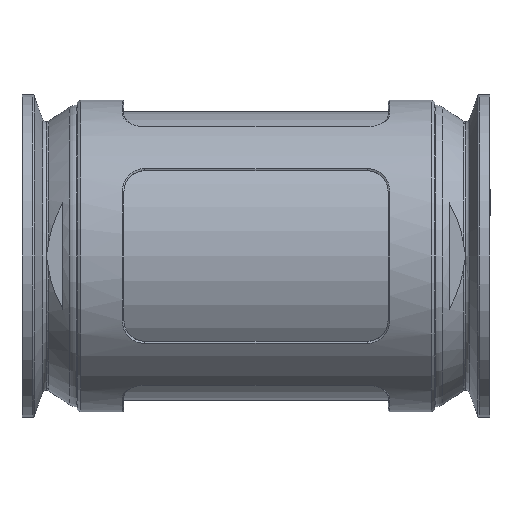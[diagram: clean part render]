
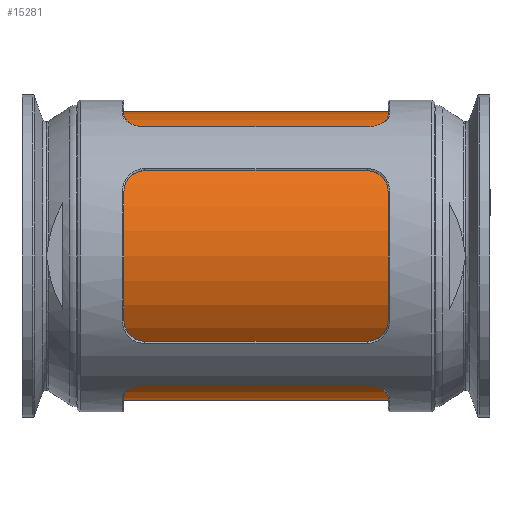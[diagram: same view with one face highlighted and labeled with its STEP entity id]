
A CAD part, front view. The second image highlights one B-rep face of the part: STEP entity #15281.
In plain terms, the highlighted cylindrical face has radius 69.45 mm (diameter 138.9 mm), a partial arc.
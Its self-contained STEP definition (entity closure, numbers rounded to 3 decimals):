
#50 = AXIS2_PLACEMENT_3D ( 'NONE', #18256, #10470, #13650 ) ;
#124 = ORIENTED_EDGE ( 'NONE', *, *, #4399, .F. ) ;
#208 = FACE_OUTER_BOUND ( 'NONE', #11214, .T. ) ;
#1061 = CIRCLE ( 'NONE', #50, 69.45 ) ;
#1564 = ORIENTED_EDGE ( 'NONE', *, *, #15074, .T. ) ;
#2066 = DIRECTION ( 'NONE',  ( 0., 0., 1. ) ) ;
#2393 = CARTESIAN_POINT ( 'NONE',  ( 0.5, 0., 69.45 ) ) ;
#3130 = VECTOR ( 'NONE', #6350, 1000. ) ;
#3162 = CARTESIAN_POINT ( 'NONE',  ( 164., 0., 69.45 ) ) ;
#3800 = VERTEX_POINT ( 'NONE', #2393 ) ;
#4399 = EDGE_CURVE ( 'NONE', #14399, #16649, #19663, .T. ) ;
#4855 = ORIENTED_EDGE ( 'NONE', *, *, #6095, .T. ) ;
#5062 = CARTESIAN_POINT ( 'NONE',  ( 163.5, 0., -69.45 ) ) ;
#6095 = EDGE_CURVE ( 'NONE', #3800, #16649, #1061, .T. ) ;
#6350 = DIRECTION ( 'NONE',  ( -1., 0., 0. ) ) ;
#6628 = VECTOR ( 'NONE', #20159, 1000. ) ;
#7414 = CARTESIAN_POINT ( 'NONE',  ( 163.5, 0., 69.45 ) ) ;
#9773 = CARTESIAN_POINT ( 'NONE',  ( 0.5, 0., -69.45 ) ) ;
#10101 = CARTESIAN_POINT ( 'NONE',  ( 164., 0., 0. ) ) ;
#10470 = DIRECTION ( 'NONE',  ( 1., 0., 0. ) ) ;
#11214 = EDGE_LOOP ( 'NONE', ( #124, #1564, #19638, #4855 ) ) ;
#11240 = DIRECTION ( 'NONE',  ( 0., 0., -1. ) ) ;
#11663 = CIRCLE ( 'NONE', #14290, 69.45 ) ;
#13650 = DIRECTION ( 'NONE',  ( 0., 0., -1. ) ) ;
#14290 = AXIS2_PLACEMENT_3D ( 'NONE', #19029, #14314, #11240 ) ;
#14314 = DIRECTION ( 'NONE',  ( -1., 0., 0. ) ) ;
#14399 = VERTEX_POINT ( 'NONE', #5062 ) ;
#15074 = EDGE_CURVE ( 'NONE', #14399, #19306, #11663, .T. ) ;
#15281 = ADVANCED_FACE ( 'NONE', ( #208 ), #18100, .T. ) ;
#15803 = LINE ( 'NONE', #3162, #3130 ) ;
#16649 = VERTEX_POINT ( 'NONE', #9773 ) ;
#18100 = CYLINDRICAL_SURFACE ( 'NONE', #19208, 69.45 ) ;
#18256 = CARTESIAN_POINT ( 'NONE',  ( 0.5, 0., 0. ) ) ;
#18615 = CARTESIAN_POINT ( 'NONE',  ( 164., 0., -69.45 ) ) ;
#19029 = CARTESIAN_POINT ( 'NONE',  ( 163.5, 0., 0. ) ) ;
#19208 = AXIS2_PLACEMENT_3D ( 'NONE', #10101, #19433, #2066 ) ;
#19306 = VERTEX_POINT ( 'NONE', #7414 ) ;
#19433 = DIRECTION ( 'NONE',  ( -1., 0., 0. ) ) ;
#19583 = EDGE_CURVE ( 'NONE', #19306, #3800, #15803, .T. ) ;
#19638 = ORIENTED_EDGE ( 'NONE', *, *, #19583, .T. ) ;
#19663 = LINE ( 'NONE', #18615, #6628 ) ;
#20159 = DIRECTION ( 'NONE',  ( -1., 0., 0. ) ) ;
